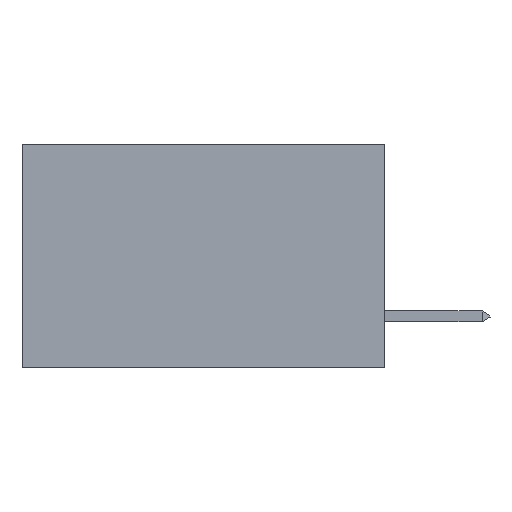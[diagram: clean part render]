
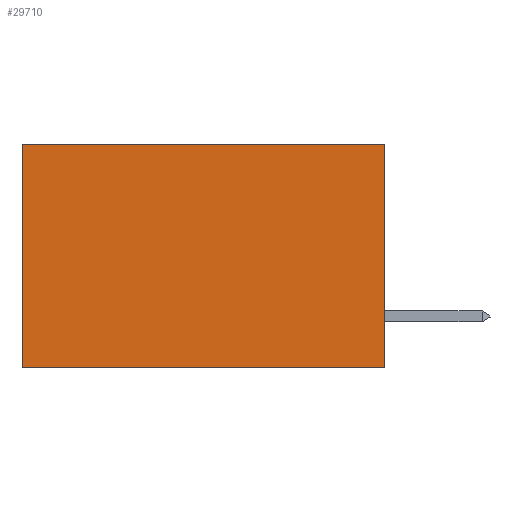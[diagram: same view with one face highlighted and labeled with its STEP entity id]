
A CAD part, left-side view. The second image highlights one B-rep face of the part: STEP entity #29710.
In plain terms, the highlighted planar face has unit normal (-1, 0, 0).
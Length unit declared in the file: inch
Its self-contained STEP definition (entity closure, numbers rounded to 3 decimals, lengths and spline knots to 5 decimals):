
#1944 = VECTOR ( 'NONE', #27210, 39.37008 ) ;
#2501 = LINE ( 'NONE', #12464, #1944 ) ;
#5591 = EDGE_LOOP ( 'NONE', ( #28736, #9200, #16430, #26450 ) ) ;
#7267 = EDGE_CURVE ( 'NONE', #36236, #48215, #11465, .T. ) ;
#9200 = ORIENTED_EDGE ( 'NONE', *, *, #10076, .F. ) ;
#10076 = EDGE_CURVE ( 'NONE', #24010, #22809, #2501, .T. ) ;
#11465 = LINE ( 'NONE', #14713, #38757 ) ;
#11536 = LINE ( 'NONE', #49067, #41872 ) ;
#12461 = DIRECTION ( 'NONE',  ( 1., 0., 0. ) ) ;
#12464 = CARTESIAN_POINT ( 'NONE',  ( 0.2875, 0., -0.37 ) ) ;
#14713 = CARTESIAN_POINT ( 'NONE',  ( 0.2875, 0., 0. ) ) ;
#16379 = CARTESIAN_POINT ( 'NONE',  ( 0.2875, 0., 0. ) ) ;
#16412 = PLANE ( 'NONE',  #47226 ) ;
#16430 = ORIENTED_EDGE ( 'NONE', *, *, #18107, .F. ) ;
#16965 = FACE_OUTER_BOUND ( 'NONE', #5591, .T. ) ;
#18107 = EDGE_CURVE ( 'NONE', #36236, #24010, #11536, .T. ) ;
#19534 = CARTESIAN_POINT ( 'NONE',  ( 0.2875, 0.6, 0. ) ) ;
#19968 = CARTESIAN_POINT ( 'NONE',  ( 0.2875, 0.6, 0. ) ) ;
#20141 = VECTOR ( 'NONE', #31271, 39.37008 ) ;
#22809 = VERTEX_POINT ( 'NONE', #41596 ) ;
#24010 = VERTEX_POINT ( 'NONE', #26558 ) ;
#26450 = ORIENTED_EDGE ( 'NONE', *, *, #7267, .T. ) ;
#26558 = CARTESIAN_POINT ( 'NONE',  ( 0.2875, 0., -0.37 ) ) ;
#27210 = DIRECTION ( 'NONE',  ( 0., 1., 0. ) ) ;
#28736 = ORIENTED_EDGE ( 'NONE', *, *, #48951, .T. ) ;
#29710 = ADVANCED_FACE ( 'NONE', ( #16965 ), #16412, .F. ) ;
#30225 = LINE ( 'NONE', #19968, #20141 ) ;
#31271 = DIRECTION ( 'NONE',  ( 0., 0., -1. ) ) ;
#35691 = CARTESIAN_POINT ( 'NONE',  ( 0.2875, 0., 0. ) ) ;
#36236 = VERTEX_POINT ( 'NONE', #16379 ) ;
#37222 = DIRECTION ( 'NONE',  ( 0., 0., -1. ) ) ;
#38757 = VECTOR ( 'NONE', #44862, 39.37008 ) ;
#41596 = CARTESIAN_POINT ( 'NONE',  ( 0.2875, 0.6, -0.37 ) ) ;
#41872 = VECTOR ( 'NONE', #37222, 39.37008 ) ;
#43565 = DIRECTION ( 'NONE',  ( 0., 0., -1. ) ) ;
#44862 = DIRECTION ( 'NONE',  ( 0., 1., 0. ) ) ;
#47226 = AXIS2_PLACEMENT_3D ( 'NONE', #35691, #12461, #43565 ) ;
#48215 = VERTEX_POINT ( 'NONE', #19534 ) ;
#48951 = EDGE_CURVE ( 'NONE', #48215, #22809, #30225, .T. ) ;
#49067 = CARTESIAN_POINT ( 'NONE',  ( 0.2875, 0., 0. ) ) ;
